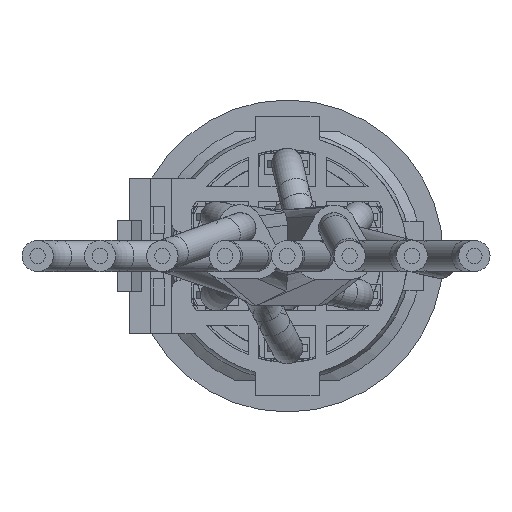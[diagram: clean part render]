
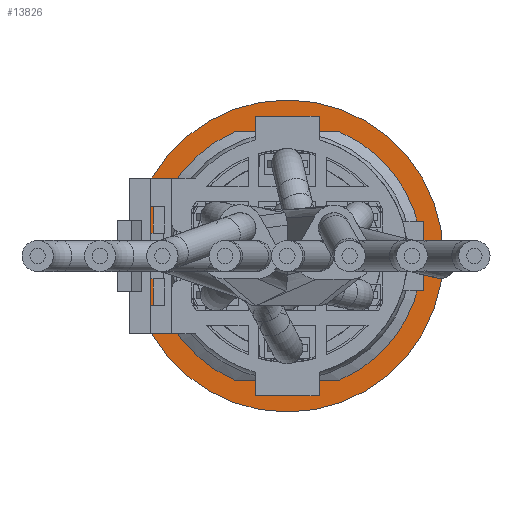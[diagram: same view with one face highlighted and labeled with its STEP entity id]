
A CAD part, front view. The second image highlights one B-rep face of the part: STEP entity #13826.
In plain terms, the highlighted planar face has unit normal (0, -1, 0).
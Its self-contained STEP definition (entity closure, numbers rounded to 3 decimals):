
#172=FACE_BOUND('',#2181,.T.);
#624=PLANE('',#15031);
#1381=FACE_OUTER_BOUND('',#2180,.T.);
#2180=EDGE_LOOP('',(#12921));
#2181=EDGE_LOOP('',(#12922));
#2853=CIRCLE('',#15024,8.75);
#2856=CIRCLE('',#15032,11.);
#6858=VERTEX_POINT('',#24504);
#6860=VERTEX_POINT('',#24516);
#8878=EDGE_CURVE('',#6858,#6858,#2853,.T.);
#8883=EDGE_CURVE('',#6860,#6860,#2856,.T.);
#12921=ORIENTED_EDGE('',*,*,#8883,.F.);
#12922=ORIENTED_EDGE('',*,*,#8878,.T.);
#13826=ADVANCED_FACE('',(#1381,#172),#624,.T.);
#15024=AXIS2_PLACEMENT_3D('',#24505,#18729,#18730);
#15031=AXIS2_PLACEMENT_3D('',#24515,#18745,#18746);
#15032=AXIS2_PLACEMENT_3D('',#24517,#18747,#18748);
#18729=DIRECTION('center_axis',(0.,1.,0.));
#18730=DIRECTION('ref_axis',(-1.,0.,0.));
#18745=DIRECTION('center_axis',(0.,-1.,0.));
#18746=DIRECTION('ref_axis',(0.,0.,
-1.));
#18747=DIRECTION('center_axis',(0.,1.,0.));
#18748=DIRECTION('ref_axis',(-1.,0.,0.));
#24504=CARTESIAN_POINT('',(8.75,38.,0.));
#24505=CARTESIAN_POINT('Origin',(0.,38.,0.));
#24515=CARTESIAN_POINT('Origin',(-9.875,38.,0.));
#24516=CARTESIAN_POINT('',(11.,38.,0.));
#24517=CARTESIAN_POINT('Origin',(0.,38.,0.));
